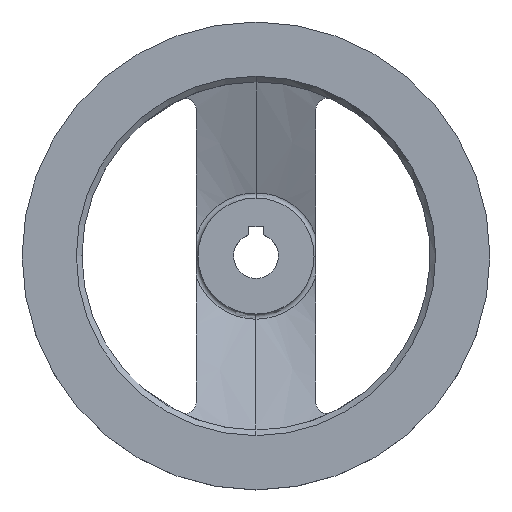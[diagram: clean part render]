
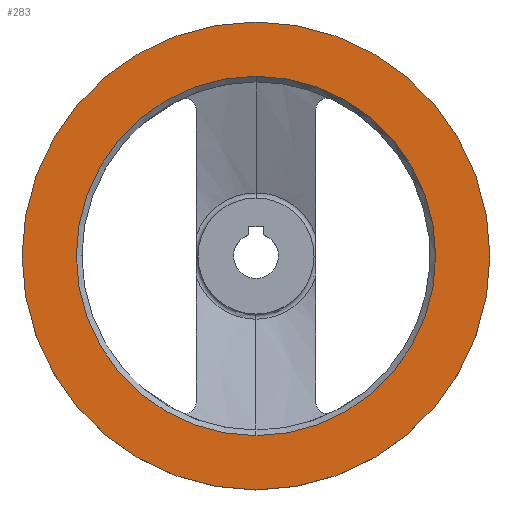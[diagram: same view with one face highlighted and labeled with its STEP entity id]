
A CAD part, top view. The second image highlights one B-rep face of the part: STEP entity #283.
In plain terms, the highlighted planar face has unit normal (0, 0, 1).
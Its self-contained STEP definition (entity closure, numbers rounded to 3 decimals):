
#253=EDGE_CURVE('',#447,#555,#683,.T.);
#283=ADVANCED_FACE('',(#717,#718),#719,.T.);
#343=EDGE_CURVE('',#555,#447,#785,.T.);
#447=VERTEX_POINT('',#903);
#469=EDGE_CURVE('',#573,#509,#928,.T.);
#481=EDGE_CURVE('',#509,#573,#943,.T.);
#509=VERTEX_POINT('',#973);
#555=VERTEX_POINT('',#1021);
#573=VERTEX_POINT('',#1042);
#683=CIRCLE('',#1228,48.);
#717=FACE_BOUND('',#1299,.T.);
#718=FACE_OUTER_BOUND('',#1300,.T.);
#719=PLANE('',#1301);
#785=CIRCLE('',#1438,48.);
#903=CARTESIAN_POINT('',(0.,48.,33.));
#928=CIRCLE('',#1708,62.5);
#943=CIRCLE('',#1725,62.5);
#973=CARTESIAN_POINT('',(0.,62.5,33.));
#1021=CARTESIAN_POINT('',(0.,-48.,33.));
#1042=CARTESIAN_POINT('',(0.,-62.5,33.));
#1228=AXIS2_PLACEMENT_3D('',#2039,#2040,#2041);
#1299=EDGE_LOOP('',(#2093,#2094));
#1300=EDGE_LOOP('',(#2095,#2096));
#1301=AXIS2_PLACEMENT_3D('',#2097,#2098,#2099);
#1438=AXIS2_PLACEMENT_3D('',#2189,#2190,#2191);
#1708=AXIS2_PLACEMENT_3D('',#2359,#2360,#2361);
#1725=AXIS2_PLACEMENT_3D('',#2399,#2400,#2401);
#2039=CARTESIAN_POINT('',(0.,0.,33.));
#2040=DIRECTION('',(0.,0.,1.0));
#2041=DIRECTION('',(0.,1.0,0.));
#2093=ORIENTED_EDGE('',*,*,#253,.F.);
#2094=ORIENTED_EDGE('',*,*,#343,.F.);
#2095=ORIENTED_EDGE('',*,*,#481,.T.);
#2096=ORIENTED_EDGE('',*,*,#469,.T.);
#2097=CARTESIAN_POINT('',(0.,55.25,33.));
#2098=DIRECTION('',(0.,0.,1.0));
#2099=DIRECTION('',(0.,1.0,0.0));
#2189=CARTESIAN_POINT('',(0.,0.,33.));
#2190=DIRECTION('',(0.,0.,1.0));
#2191=DIRECTION('',(0.,1.0,0.));
#2359=CARTESIAN_POINT('',(0.,0.,33.));
#2360=DIRECTION('',(0.,0.,1.0));
#2361=DIRECTION('',(0.,1.0,0.));
#2399=CARTESIAN_POINT('',(0.,0.,33.));
#2400=DIRECTION('',(0.,0.,1.0));
#2401=DIRECTION('',(0.,1.0,0.));
